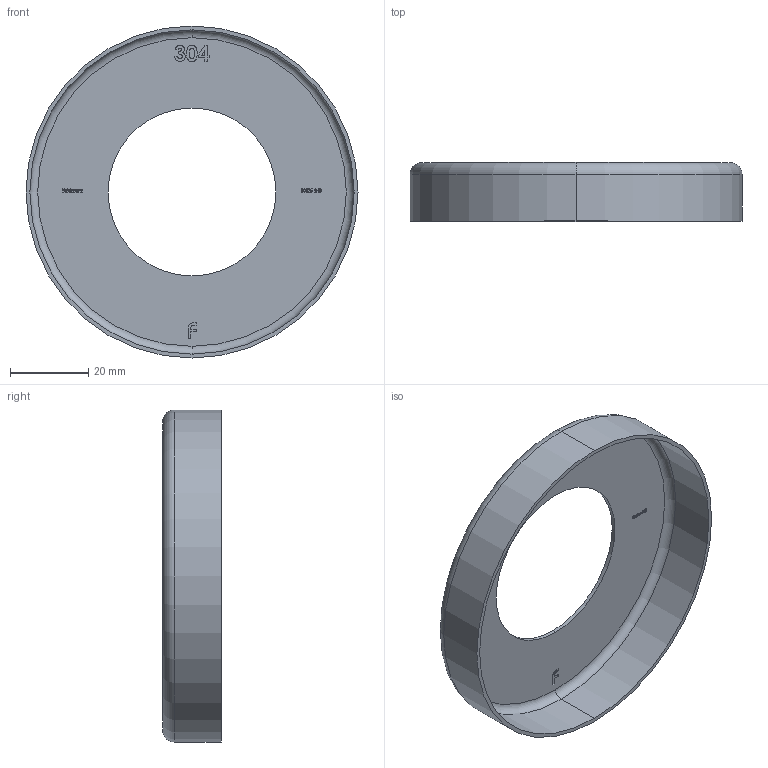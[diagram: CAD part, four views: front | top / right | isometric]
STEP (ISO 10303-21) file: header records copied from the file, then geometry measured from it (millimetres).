
FILE_DESCRIPTION (( 'STEP AP203' ), '1' );
FILE_NAME ('50826-240.step', '2020-11-05T12:45:00', ( '' ), ( '' ), 'SwSTEP 2.0', 'SolidWorks 2018', '' );
FILE_SCHEMA (( 'CONFIG_CONTROL_DESIGN' ));
Length unit declared in the file: millimetre
Products named in the file (2): 50826-240
Bounding box: 85 x 15 x 85 mm (x, y, z)
Volume: 7628.2 mm3; surface area: 15674.9 mm2
Topology: 1 solids, 1 shells, 301 faces, 794 edges, 528 vertices
Faces by surface type: plane 154, bspline 137, cylinder 6, torus 4
Entity records: 17093 total; most frequent: CARTESIAN_POINT 10402, ORIENTED_EDGE 1588, DIRECTION 872, EDGE_CURVE 794, VERTEX_POINT 528, VECTOR 500, LINE 500, EDGE_LOOP 336
